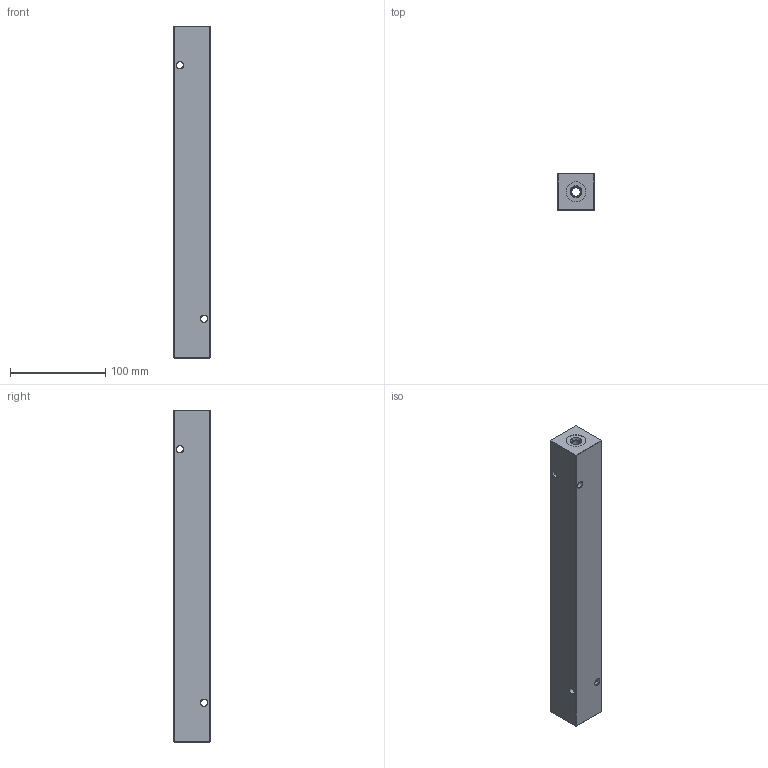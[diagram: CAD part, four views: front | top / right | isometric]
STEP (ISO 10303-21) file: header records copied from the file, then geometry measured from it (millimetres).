
FILE_DESCRIPTION (( 'STEP AP203' ), '1' );
FILE_NAME ('HM-9-0-S-4-4.STEP', '2020-09-28T20:40:11', ( '' ), ( '' ), 'SwSTEP 2.0', 'SolidWorks 2019', '' );
FILE_SCHEMA (( 'CONFIG_CONTROL_DESIGN' ));
Length unit declared in the file: inch
Products named in the file (1): HM-9-0-S-4-4
Bounding box: 38.1 x 38.1 x 349.25 mm (x, y, z)
Volume: 462431.4 mm3; surface area: 72036.9 mm2
Topology: 1 solids, 1 shells, 608 faces, 1590 edges, 1026 vertices
Faces by surface type: plane 251, bspline 177, cone 91, cylinder 89
Entity records: 27199 total; most frequent: CARTESIAN_POINT 13458, ORIENTED_EDGE 3180, DIRECTION 2200, EDGE_CURVE 1590, VERTEX_POINT 1026, VECTOR 888, LINE 888, EDGE_LOOP 682
